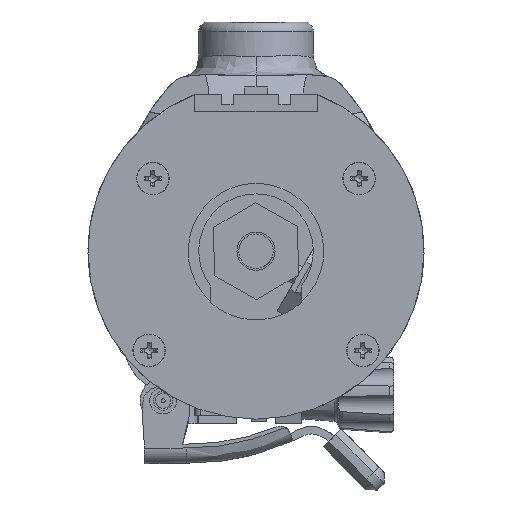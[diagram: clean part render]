
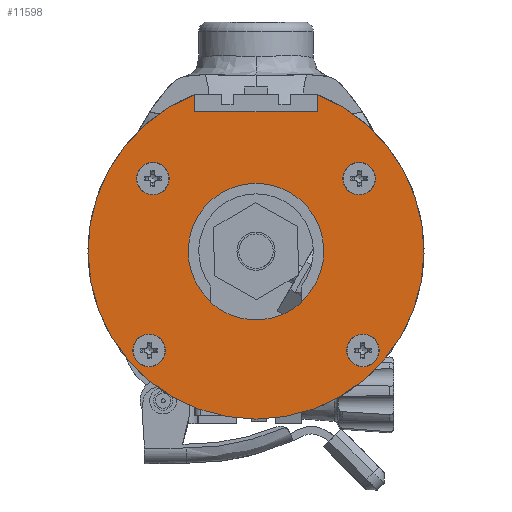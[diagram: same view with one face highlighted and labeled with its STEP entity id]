
A CAD part, front view. The second image highlights one B-rep face of the part: STEP entity #11598.
In plain terms, the highlighted planar face has unit normal (0, -1, 0).
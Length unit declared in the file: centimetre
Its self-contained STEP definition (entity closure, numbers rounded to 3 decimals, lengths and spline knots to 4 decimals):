
#401=FACE_BOUND('',#2239,.T.);
#402=FACE_BOUND('',#2240,.T.);
#403=FACE_BOUND('',#2241,.T.);
#404=FACE_BOUND('',#2242,.T.);
#405=FACE_BOUND('',#2243,.T.);
#597=CIRCLE('',#12386,1.8);
#599=CIRCLE('',#12389,0.425);
#600=CIRCLE('',#12391,4.4);
#601=CIRCLE('',#12392,0.425);
#602=CIRCLE('',#12393,0.425);
#603=CIRCLE('',#12394,1.775);
#604=CIRCLE('',#12395,0.425);
#983=PLANE('',#12390);
#1520=FACE_OUTER_BOUND('',#2238,.T.);
#2238=EDGE_LOOP('',(#8567,#8568,#8569,#8570));
#2239=EDGE_LOOP('',(#8571));
#2240=EDGE_LOOP('',(#8572));
#2241=EDGE_LOOP('',(#8573,#8574,#8575,#8576));
#2242=EDGE_LOOP('',(#8577));
#2243=EDGE_LOOP('',(#8578));
#3302=LINE('',#17827,#4308);
#3303=LINE('',#17829,#4309);
#3304=LINE('',#17830,#4310);
#3305=LINE('',#17838,#4311);
#3306=LINE('',#17839,#4312);
#4308=VECTOR('',#13911,1.);
#4309=VECTOR('',#13912,1.);
#4310=VECTOR('',#13913,1.);
#4311=VECTOR('',#13920,1.);
#4312=VECTOR('',#13921,1.);
#5334=VERTEX_POINT('',#17812);
#5335=VERTEX_POINT('',#17814);
#5337=VERTEX_POINT('',#17820);
#5338=VERTEX_POINT('',#17823);
#5339=VERTEX_POINT('',#17824);
#5340=VERTEX_POINT('',#17826);
#5341=VERTEX_POINT('',#17828);
#5342=VERTEX_POINT('',#17831);
#5343=VERTEX_POINT('',#17833);
#5344=VERTEX_POINT('',#17835);
#5345=VERTEX_POINT('',#17836);
#5346=VERTEX_POINT('',#17840);
#6562=EDGE_CURVE('',#5335,#5334,#597,.T.);
#6565=EDGE_CURVE('',#5337,#5337,#599,.T.);
#6566=EDGE_CURVE('',#5338,#5339,#600,.T.);
#6567=EDGE_CURVE('',#5339,#5340,#3302,.T.);
#6568=EDGE_CURVE('',#5340,#5341,#3303,.T.);
#6569=EDGE_CURVE('',#5341,#5338,#3304,.T.);
#6570=EDGE_CURVE('',#5342,#5342,#601,.T.);
#6571=EDGE_CURVE('',#5343,#5343,#602,.T.);
#6572=EDGE_CURVE('',#5344,#5345,#603,.T.);
#6573=EDGE_CURVE('',#5345,#5335,#3305,.T.);
#6574=EDGE_CURVE('',#5334,#5344,#3306,.T.);
#6575=EDGE_CURVE('',#5346,#5346,#604,.T.);
#8567=ORIENTED_EDGE('',*,*,#6566,.T.);
#8568=ORIENTED_EDGE('',*,*,#6567,.T.);
#8569=ORIENTED_EDGE('',*,*,#6568,.T.);
#8570=ORIENTED_EDGE('',*,*,#6569,.T.);
#8571=ORIENTED_EDGE('',*,*,#6570,.F.);
#8572=ORIENTED_EDGE('',*,*,#6571,.F.);
#8573=ORIENTED_EDGE('',*,*,#6572,.T.);
#8574=ORIENTED_EDGE('',*,*,#6573,.T.);
#8575=ORIENTED_EDGE('',*,*,#6562,.T.);
#8576=ORIENTED_EDGE('',*,*,#6574,.T.);
#8577=ORIENTED_EDGE('',*,*,#6575,.F.);
#8578=ORIENTED_EDGE('',*,*,#6565,.F.);
#11598=ADVANCED_FACE('',(#1520,#401,#402,#403,#404,#405),#983,.T.);
#12386=AXIS2_PLACEMENT_3D('',#17815,#13898,#13899);
#12389=AXIS2_PLACEMENT_3D('',#17821,#13905,#13906);
#12390=AXIS2_PLACEMENT_3D('',#17822,#13907,#13908);
#12391=AXIS2_PLACEMENT_3D('',#17825,#13909,#13910);
#12392=AXIS2_PLACEMENT_3D('',#17832,#13914,#13915);
#12393=AXIS2_PLACEMENT_3D('',#17834,#13916,#13917);
#12394=AXIS2_PLACEMENT_3D('',#17837,#13918,#13919);
#12395=AXIS2_PLACEMENT_3D('',#17841,#13922,#13923);
#13898=DIRECTION('center_axis',(0.,1.,0.));
#13899=DIRECTION('ref_axis',(-0.667,0.,-0.745));
#13905=DIRECTION('center_axis',(0.,-1.,0.));
#13906=DIRECTION('ref_axis',(1.,0.,0.));
#13907=DIRECTION('center_axis',(0.,-1.,0.));
#13908=DIRECTION('ref_axis',(1.,0.,0.));
#13909=DIRECTION('center_axis',(0.,-1.,0.));
#13910=DIRECTION('ref_axis',(-0.364,0.,0.932));
#13911=DIRECTION('',(0.,0.,-1.));
#13912=DIRECTION('',(-1.,0.,0.));
#13913=DIRECTION('',(0.,0.,1.));
#13914=DIRECTION('center_axis',(0.,-1.,0.));
#13915=DIRECTION('ref_axis',(1.,0.,0.));
#13916=DIRECTION('center_axis',(0.,-1.,0.));
#13917=DIRECTION('ref_axis',(1.,0.,0.));
#13918=DIRECTION('center_axis',(0.,1.,0.));
#13919=DIRECTION('ref_axis',(1.,0.,0.));
#13920=DIRECTION('',(0.,0.,-1.));
#13921=DIRECTION('',(0.,0.,1.));
#13922=DIRECTION('center_axis',(0.,-1.,0.));
#13923=DIRECTION('ref_axis',(1.,0.,0.));
#17812=CARTESIAN_POINT('',(-1.19,-0.55,-1.3505));
#17814=CARTESIAN_POINT('',(1.19,-0.55,-1.3505));
#17815=CARTESIAN_POINT('Origin',(0.,-0.55,0.));
#17820=CARTESIAN_POINT('',(-3.225,-0.55,-2.6));
#17821=CARTESIAN_POINT('Origin',(-2.8,-0.55,-2.6));
#17822=CARTESIAN_POINT('Origin',(0.,-0.55,-0.1506));
#17823=CARTESIAN_POINT('',(-1.6,-0.55,4.0988));
#17824=CARTESIAN_POINT('',(1.6,-0.55,4.0988));
#17825=CARTESIAN_POINT('Origin',(0.,-0.55,0.));
#17826=CARTESIAN_POINT('',(1.6,-0.55,3.6488));
#17827=CARTESIAN_POINT('',(1.6,-0.55,4.0988));
#17828=CARTESIAN_POINT('',(-1.6,-0.55,3.6488));
#17829=CARTESIAN_POINT('',(-1.6,-0.55,3.6488));
#17830=CARTESIAN_POINT('',(-1.6,-0.55,4.0988));
#17831=CARTESIAN_POINT('',(2.375,-0.55,-2.6));
#17832=CARTESIAN_POINT('Origin',(2.8,-0.55,-2.6));
#17833=CARTESIAN_POINT('',(-3.125,-0.55,1.9));
#17834=CARTESIAN_POINT('Origin',(-2.7,-0.55,1.9));
#17835=CARTESIAN_POINT('',(-1.19,-0.55,-1.317));
#17836=CARTESIAN_POINT('',(1.19,-0.55,-1.317));
#17837=CARTESIAN_POINT('Origin',(0.,-0.55,0.));
#17838=CARTESIAN_POINT('',(1.19,-0.55,-0.7506));
#17839=CARTESIAN_POINT('',(-1.19,-0.55,-0.5319));
#17840=CARTESIAN_POINT('',(2.275,-0.55,1.9));
#17841=CARTESIAN_POINT('Origin',(2.7,-0.55,1.9));
